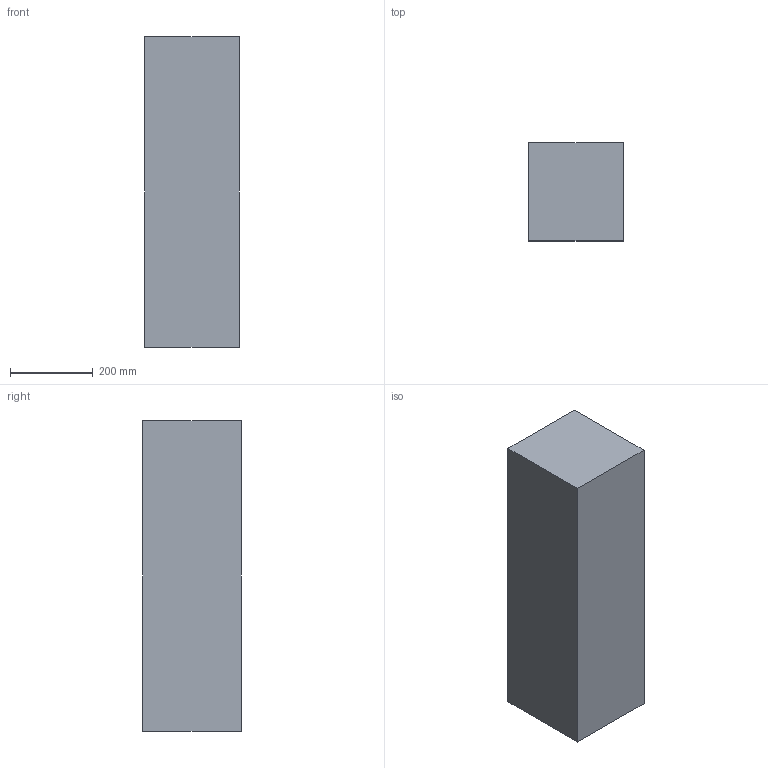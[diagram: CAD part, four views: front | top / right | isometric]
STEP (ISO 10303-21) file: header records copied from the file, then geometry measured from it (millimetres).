
FILE_DESCRIPTION(/* description */ (''),/* implementation_level */ '2;1');
FILE_NAME(/* name */ 'assembled.step',/* time_stamp */ '2021-03-16T13:04:29+03:00',/* author */ (''),/* organization */ (''),/* preprocessor_version */ 'ST-DEVELOPER v18.1',/* originating_system */ 'Autodesk Translation Framework v9.10.0.1330',/* authorisation */ '');
FILE_SCHEMA (('AUTOMOTIVE_DESIGN { 1 0 10303 214 3 1 1 }'));
Length unit declared in the file: millimetre
Products named in the file (10): assembled; electronicsbay; extraTube; launchlug; payloadchamber; tail; noseAssembly; nose-basepart1; nose-toppart1; Component9
Assembly tree (9 placements, depth 3):
  assembled
    electronicsbay
    extraTube
    launchlug
    payloadchamber
    tail
    noseAssembly
      nose-basepart1
      nose-toppart1
    Component9
Bounding box: 226.84 x 237.33 x 748.56 mm (x, y, z)
Volume: 40135257.7 mm3; surface area: 1213473.8 mm2
Topology: 8 solids, 10 shells, 145 faces, 343 edges, 223 vertices
Faces by surface type: plane 111, cylinder 26, bspline 8
Full cylindrical faces by diameter (mm): 10 x2, 13.6 x1, 50 x6, 51.8 x5, 53.6 x4
Entity records: 4724 total; most frequent: CARTESIAN_POINT 1043, DIRECTION 726, ORIENTED_EDGE 680, EDGE_CURVE 340, AXIS2_PLACEMENT_3D 248, LINE 230, VECTOR 230, VERTEX_POINT 223
